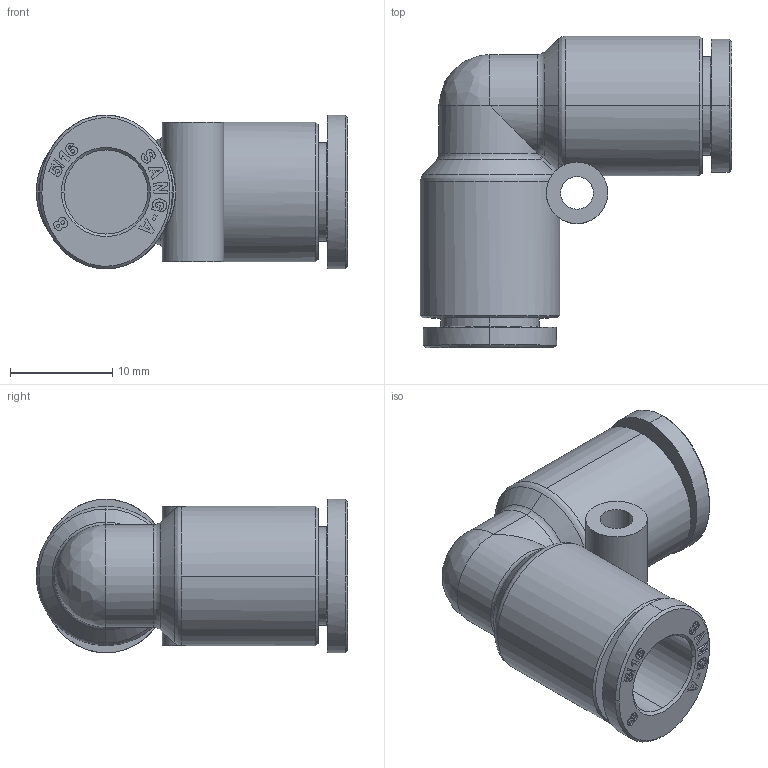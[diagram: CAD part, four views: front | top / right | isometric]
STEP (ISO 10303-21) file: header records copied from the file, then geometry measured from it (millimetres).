
FILE_DESCRIPTION (( 'STEP AP214' ), '1' );
FILE_NAME ('PUL08.stp', '2015-09-04T12:02:01', ( '' ), ( '' ), 'SwSTEP 2.0', 'SolidWorks 2015', '' );
FILE_SCHEMA (( 'AUTOMOTIVE_DESIGN' ));
Length unit declared in the file: millimetre
Products named in the file (2): PUL08; ｦ+ﾃｦ1
Assembly tree (1 placements, depth 2):
  PUL08
    ｦ+ﾃｦ1
Bounding box: 30.4 x 30.4 x 15 mm (x, y, z)
Volume: 4255.1 mm3; surface area: 3702.8 mm2
Topology: 1 solids, 1 shells, 797 faces, 2259 edges, 1501 vertices
Faces by surface type: plane 678, bspline 63, cylinder 36, cone 16, torus 4
Entity records: 27676 total; most frequent: CARTESIAN_POINT 7122, ORIENTED_EDGE 4516, DIRECTION 3663, EDGE_CURVE 2258, VECTOR 1983, LINE 1983, VERTEX_POINT 1501, AXIS2_PLACEMENT_3D 840
